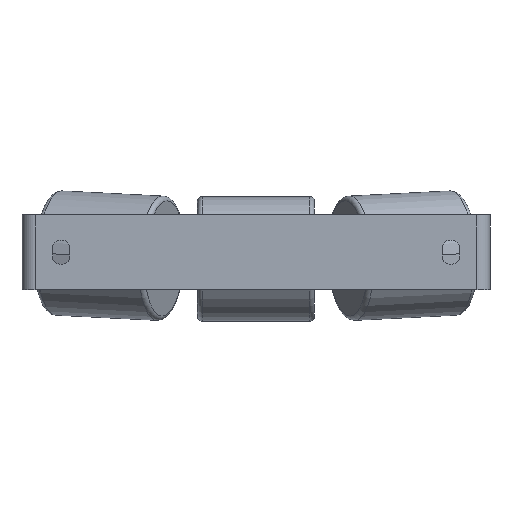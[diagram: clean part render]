
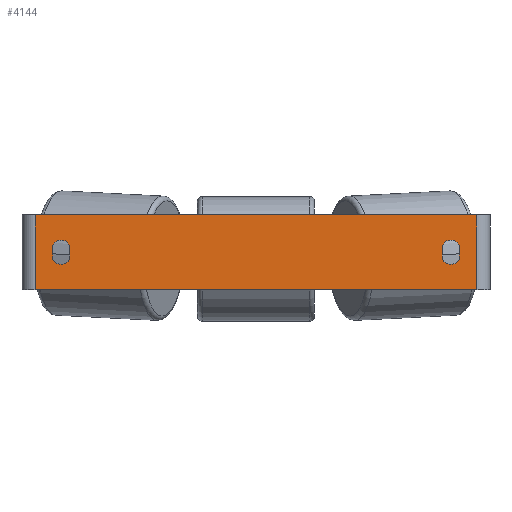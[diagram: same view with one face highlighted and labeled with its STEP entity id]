
A CAD part, front view. The second image highlights one B-rep face of the part: STEP entity #4144.
In plain terms, the highlighted planar face has unit normal (0, -1, 0).
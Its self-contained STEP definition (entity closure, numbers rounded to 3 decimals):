
#197 = EDGE_LOOP ( 'NONE', ( #6278, #3263, #7067, #5370, #7803 ) ) ;
#267 = VERTEX_POINT ( 'NONE', #7122 ) ;
#275 = CARTESIAN_POINT ( 'NONE',  ( -250., 0., 40. ) ) ;
#279 = DIRECTION ( 'NONE',  ( 0., 1., 0. ) ) ;
#305 = AXIS2_PLACEMENT_3D ( 'NONE', #6576, #4031, #790 ) ;
#317 = DIRECTION ( 'NONE',  ( 0., 1., 0. ) ) ;
#544 = CARTESIAN_POINT ( 'NONE',  ( -217., 0., -7.359 ) ) ;
#688 = DIRECTION ( 'NONE',  ( 0., 0., -1. ) ) ;
#777 = DIRECTION ( 'NONE',  ( 0., 0., 1. ) ) ;
#790 = DIRECTION ( 'NONE',  ( 0., 0., -1. ) ) ;
#827 = AXIS2_PLACEMENT_3D ( 'NONE', #7486, #7534, #777 ) ;
#1235 = EDGE_CURVE ( 'NONE', #267, #5318, #1462, .T. ) ;
#1321 = ORIENTED_EDGE ( 'NONE', *, *, #6195, .F. ) ;
#1414 = CARTESIAN_POINT ( 'NONE',  ( -250., 0., 40. ) ) ;
#1446 = CARTESIAN_POINT ( 'NONE',  ( 208., 0., -3. ) ) ;
#1462 = LINE ( 'NONE', #2913, #5425 ) ;
#1470 = CARTESIAN_POINT ( 'NONE',  ( -217., 0., 7.359 ) ) ;
#1475 = ORIENTED_EDGE ( 'NONE', *, *, #5399, .F. ) ;
#1490 = EDGE_CURVE ( 'NONE', #6438, #7590, #4963, .T. ) ;
#1539 = CARTESIAN_POINT ( 'NONE',  ( -236., 0., 40. ) ) ;
#1671 = VECTOR ( 'NONE', #1871, 1000. ) ;
#1839 = VECTOR ( 'NONE', #2416, 1000. ) ;
#1871 = DIRECTION ( 'NONE',  ( 0., 0., 1. ) ) ;
#1898 = VERTEX_POINT ( 'NONE', #3295 ) ;
#1928 = EDGE_CURVE ( 'NONE', #2069, #1898, #5327, .T. ) ;
#2069 = VERTEX_POINT ( 'NONE', #1539 ) ;
#2085 = CIRCLE ( 'NONE', #5487, 10. ) ;
#2110 = DIRECTION ( 'NONE',  ( 0., 0., 1. ) ) ;
#2195 = ORIENTED_EDGE ( 'NONE', *, *, #6716, .F. ) ;
#2210 = VERTEX_POINT ( 'NONE', #6944 ) ;
#2256 = ORIENTED_EDGE ( 'NONE', *, *, #4004, .F. ) ;
#2416 = DIRECTION ( 'NONE',  ( 1., 0., 0. ) ) ;
#2422 = LINE ( 'NONE', #4369, #3286 ) ;
#2527 = CIRCLE ( 'NONE', #8088, 10. ) ;
#2537 = EDGE_LOOP ( 'NONE', ( #2195, #4775, #1321, #2655, #2256 ) ) ;
#2655 = ORIENTED_EDGE ( 'NONE', *, *, #1490, .F. ) ;
#2724 = VERTEX_POINT ( 'NONE', #1470 ) ;
#2805 = CARTESIAN_POINT ( 'NONE',  ( -208., 0., 3. ) ) ;
#2812 = DIRECTION ( 'NONE',  ( 0., 0., -1. ) ) ;
#2859 = ORIENTED_EDGE ( 'NONE', *, *, #6990, .T. ) ;
#2913 = CARTESIAN_POINT ( 'NONE',  ( 199., 0., -7.359 ) ) ;
#2998 = EDGE_LOOP ( 'NONE', ( #2859, #1475, #5603, #6227 ) ) ;
#3263 = ORIENTED_EDGE ( 'NONE', *, *, #6808, .T. ) ;
#3286 = VECTOR ( 'NONE', #4544, 1000. ) ;
#3295 = CARTESIAN_POINT ( 'NONE',  ( 236., 0., 40. ) ) ;
#3343 = DIRECTION ( 'NONE',  ( 0., 0., -1. ) ) ;
#3430 = FACE_BOUND ( 'NONE', #197, .T. ) ;
#3488 = DIRECTION ( 'NONE',  ( 0., 1., 0. ) ) ;
#3505 = DIRECTION ( 'NONE',  ( 0., 0., 1. ) ) ;
#3554 = PLANE ( 'NONE',  #6388 ) ;
#3617 = CARTESIAN_POINT ( 'NONE',  ( -236., 0., -40. ) ) ;
#3946 = LINE ( 'NONE', #544, #6994 ) ;
#3975 = LINE ( 'NONE', #6567, #7753 ) ;
#4004 = EDGE_CURVE ( 'NONE', #7470, #6438, #7519, .T. ) ;
#4005 = CIRCLE ( 'NONE', #8225, 10. ) ;
#4031 = DIRECTION ( 'NONE',  ( 0., -1., 0. ) ) ;
#4036 = DIRECTION ( 'NONE',  ( 0., 0., 1. ) ) ;
#4144 = ADVANCED_FACE ( 'NONE', ( #5346, #4828, #3430 ), #3554, .F. ) ;
#4189 = LINE ( 'NONE', #8154, #1839 ) ;
#4369 = CARTESIAN_POINT ( 'NONE',  ( 236., 0., 40. ) ) ;
#4376 = VERTEX_POINT ( 'NONE', #7846 ) ;
#4473 = EDGE_CURVE ( 'NONE', #2069, #5126, #3975, .T. ) ;
#4544 = DIRECTION ( 'NONE',  ( 0., 0., -1. ) ) ;
#4709 = LINE ( 'NONE', #5985, #7254 ) ;
#4775 = ORIENTED_EDGE ( 'NONE', *, *, #6761, .F. ) ;
#4828 = FACE_BOUND ( 'NONE', #2537, .T. ) ;
#4963 = CIRCLE ( 'NONE', #5517, 10. ) ;
#5043 = CIRCLE ( 'NONE', #827, 10. ) ;
#5126 = VERTEX_POINT ( 'NONE', #3617 ) ;
#5185 = VERTEX_POINT ( 'NONE', #8428 ) ;
#5289 = EDGE_CURVE ( 'NONE', #5318, #6917, #5043, .T. ) ;
#5318 = VERTEX_POINT ( 'NONE', #8128 ) ;
#5327 = LINE ( 'NONE', #1414, #7830 ) ;
#5346 = FACE_OUTER_BOUND ( 'NONE', #2998, .T. ) ;
#5370 = ORIENTED_EDGE ( 'NONE', *, *, #7657, .T. ) ;
#5399 = EDGE_CURVE ( 'NONE', #1898, #4376, #2422, .T. ) ;
#5425 = VECTOR ( 'NONE', #3505, 1000. ) ;
#5479 = DIRECTION ( 'NONE',  ( 0., 0., -1. ) ) ;
#5487 = AXIS2_PLACEMENT_3D ( 'NONE', #2805, #7271, #4036 ) ;
#5517 = AXIS2_PLACEMENT_3D ( 'NONE', #6436, #6391, #688 ) ;
#5603 = ORIENTED_EDGE ( 'NONE', *, *, #1928, .F. ) ;
#5687 = CARTESIAN_POINT ( 'NONE',  ( -217., 0., -7.359 ) ) ;
#5985 = CARTESIAN_POINT ( 'NONE',  ( 217., 0., -7.359 ) ) ;
#6029 = DIRECTION ( 'NONE',  ( 0., 0., -1. ) ) ;
#6118 = CARTESIAN_POINT ( 'NONE',  ( -208., 0., -13. ) ) ;
#6195 = EDGE_CURVE ( 'NONE', #7590, #6224, #8354, .T. ) ;
#6224 = VERTEX_POINT ( 'NONE', #7194 ) ;
#6227 = ORIENTED_EDGE ( 'NONE', *, *, #4473, .T. ) ;
#6278 = ORIENTED_EDGE ( 'NONE', *, *, #5289, .T. ) ;
#6381 = CARTESIAN_POINT ( 'NONE',  ( -199., 0., -7.359 ) ) ;
#6388 = AXIS2_PLACEMENT_3D ( 'NONE', #275, #317, #2110 ) ;
#6391 = DIRECTION ( 'NONE',  ( 0., -1., 0. ) ) ;
#6436 = CARTESIAN_POINT ( 'NONE',  ( -208., 0., -3. ) ) ;
#6438 = VERTEX_POINT ( 'NONE', #6118 ) ;
#6567 = CARTESIAN_POINT ( 'NONE',  ( -236., 0., 40. ) ) ;
#6576 = CARTESIAN_POINT ( 'NONE',  ( -208., 0., -3. ) ) ;
#6716 = EDGE_CURVE ( 'NONE', #2724, #7470, #3946, .T. ) ;
#6761 = EDGE_CURVE ( 'NONE', #6224, #2724, #2085, .T. ) ;
#6808 = EDGE_CURVE ( 'NONE', #6917, #2210, #4709, .T. ) ;
#6881 = CARTESIAN_POINT ( 'NONE',  ( 217., 0., 7.359 ) ) ;
#6917 = VERTEX_POINT ( 'NONE', #6881 ) ;
#6944 = CARTESIAN_POINT ( 'NONE',  ( 217., 0., -7.359 ) ) ;
#6967 = CARTESIAN_POINT ( 'NONE',  ( 208., 0., -3. ) ) ;
#6990 = EDGE_CURVE ( 'NONE', #5126, #4376, #4189, .T. ) ;
#6994 = VECTOR ( 'NONE', #7702, 1000. ) ;
#7020 = EDGE_CURVE ( 'NONE', #2210, #5185, #4005, .T. ) ;
#7067 = ORIENTED_EDGE ( 'NONE', *, *, #7020, .T. ) ;
#7122 = CARTESIAN_POINT ( 'NONE',  ( 199., 0., -7.359 ) ) ;
#7194 = CARTESIAN_POINT ( 'NONE',  ( -199., 0., 7.359 ) ) ;
#7254 = VECTOR ( 'NONE', #6029, 1000. ) ;
#7271 = DIRECTION ( 'NONE',  ( 0., -1., 0. ) ) ;
#7470 = VERTEX_POINT ( 'NONE', #5687 ) ;
#7486 = CARTESIAN_POINT ( 'NONE',  ( 208., 0., 3. ) ) ;
#7519 = CIRCLE ( 'NONE', #305, 10. ) ;
#7534 = DIRECTION ( 'NONE',  ( 0., 1., 0. ) ) ;
#7590 = VERTEX_POINT ( 'NONE', #8081 ) ;
#7657 = EDGE_CURVE ( 'NONE', #5185, #267, #2527, .T. ) ;
#7702 = DIRECTION ( 'NONE',  ( 0., 0., -1. ) ) ;
#7753 = VECTOR ( 'NONE', #3343, 1000. ) ;
#7803 = ORIENTED_EDGE ( 'NONE', *, *, #1235, .T. ) ;
#7830 = VECTOR ( 'NONE', #7926, 1000. ) ;
#7846 = CARTESIAN_POINT ( 'NONE',  ( 236., 0., -40. ) ) ;
#7926 = DIRECTION ( 'NONE',  ( 1., 0., 0. ) ) ;
#8081 = CARTESIAN_POINT ( 'NONE',  ( -199., 0., -7.359 ) ) ;
#8088 = AXIS2_PLACEMENT_3D ( 'NONE', #1446, #3488, #2812 ) ;
#8128 = CARTESIAN_POINT ( 'NONE',  ( 199., 0., 7.359 ) ) ;
#8154 = CARTESIAN_POINT ( 'NONE',  ( -250., 0., -40. ) ) ;
#8225 = AXIS2_PLACEMENT_3D ( 'NONE', #6967, #279, #5479 ) ;
#8354 = LINE ( 'NONE', #6381, #1671 ) ;
#8428 = CARTESIAN_POINT ( 'NONE',  ( 208., 0., -13. ) ) ;
